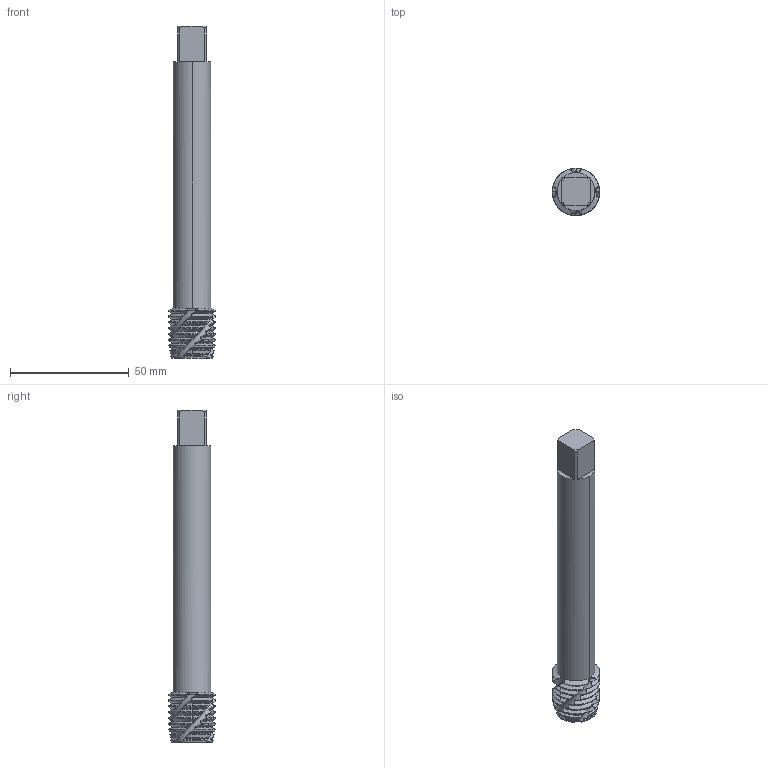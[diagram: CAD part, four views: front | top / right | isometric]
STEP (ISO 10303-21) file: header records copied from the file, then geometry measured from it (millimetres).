
FILE_DESCRIPTION(('no description'),'unknown implementation level');
FILE_NAME('solidjQuL5ue_CxNFiEwgOYmGcxU8pRs_1.STP',' ',('CIM GmbH Aachen'),('CADClick - KiM GmbH - www.kimweb.de'),'unknown preprocess','ACIS','unknown authorization');
FILE_SCHEMA(('automotive_design'));
Length unit declared in the file: millimetre
Products named in the file (2): 1; 2
Bounding box: 20 x 20 x 140 mm (x, y, z)
Volume: 28333.3 mm3; surface area: 10463.8 mm2
Topology: 2 solids, 2 shells, 263 faces, 751 edges, 492 vertices
Faces by surface type: cone 118, cylinder 92, bspline 32, plane 17, revolution 4
Entity records: 25816 total; most frequent: CARTESIAN_POINT 11251, STYLED_ITEM 1508, PRESENTATION_STYLE_ASSIGNMENT 1508, COLOUR_RGB 1508, ORIENTED_EDGE 1502, DIRECTION 1065, EDGE_CURVE 751, CURVE_STYLE 751
